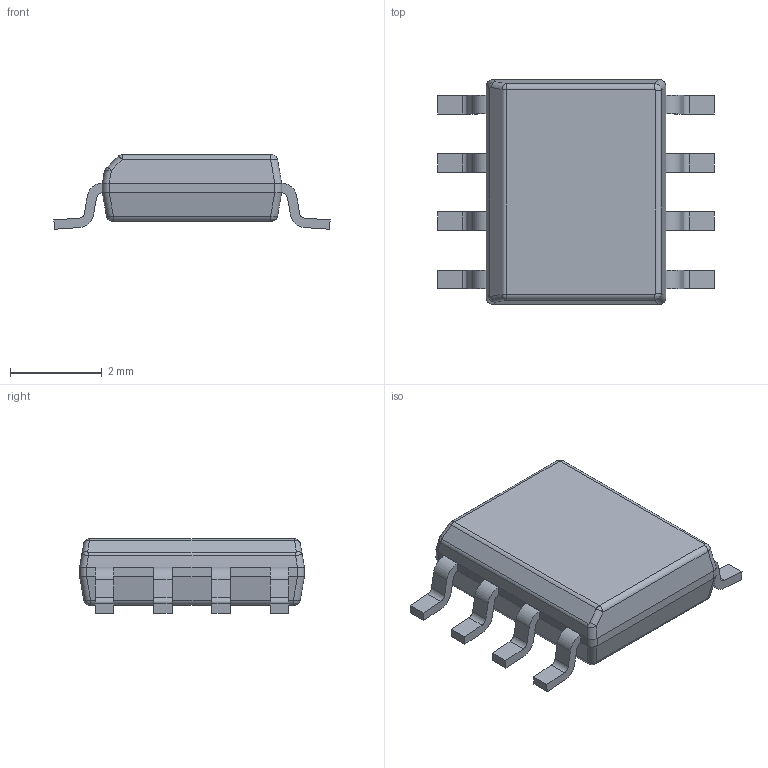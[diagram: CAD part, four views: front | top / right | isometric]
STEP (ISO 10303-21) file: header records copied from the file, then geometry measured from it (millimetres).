
FILE_DESCRIPTION(('CAx-IF Rec.Pracs.---Model Styling and Organization---1.5---2016-08-15','CAx-IF Rec.Pracs.---Geometric and Assembly Validation Properties---4.4---2016-08-17','CAx-IF Rec.Pracs.---User Defined Attributes---1.5---2016-08-15','CAx-IF Rec.Pracs.---External References---2.1---2005-01-19'),'2;1');
FILE_NAME('16466801.step','2024-12-14T20:37:16',('Unspecified'),('Unspecified'),'CAD Exchanger 3.10.2 (cadexchanger.com)','Unspecified','');
FILE_SCHEMA(('AUTOMOTIVE_DESIGN { 1 0 10303 214 1 1 1 1 }'));
Length unit declared in the file: millimetre
Products named in the file (3): D0008A_ASM; BODY-SO; LEAD-D0008A
Assembly tree (9 placements, depth 2):
  D0008A_ASM
    BODY-SO
    LEAD-D0008A  x8
Bounding box: 6.02 x 4.9 x 1.63 mm (x, y, z)
Volume: 27.3 mm3; surface area: 74.3 mm2
Topology: 9 solids, 9 shells, 160 faces, 404 edges, 262 vertices
Faces by surface type: plane 95, cylinder 55, bspline 8, sphere 2
Entity records: 3320 total; most frequent: CARTESIAN_POINT 1711, ORIENTED_EDGE 318, DIRECTION 299, EDGE_CURVE 159, AXIS2_PLACEMENT_3D 109, VERTEX_POINT 94, LINE 81, VECTOR 81
